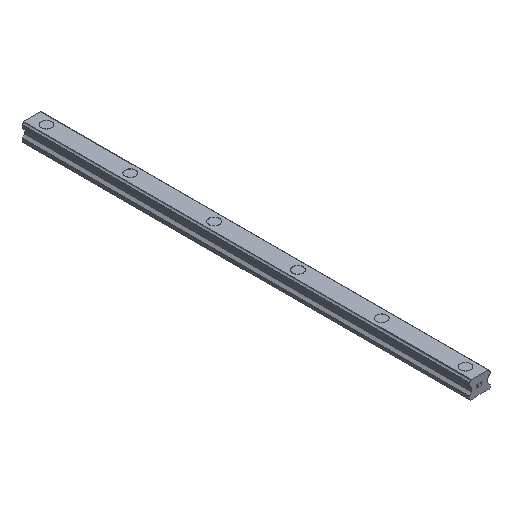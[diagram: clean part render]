
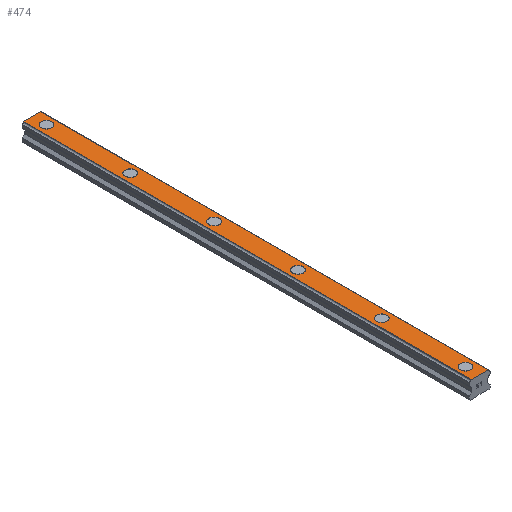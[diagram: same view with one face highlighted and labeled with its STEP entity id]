
A CAD part, isometric view. The second image highlights one B-rep face of the part: STEP entity #474.
In plain terms, the highlighted planar face has unit normal (0, 0, 1).
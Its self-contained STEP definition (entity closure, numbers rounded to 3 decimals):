
#474=ADVANCED_FACE('',(#971,#972,#973,#974,#975,#976,#977),#978,.T.);
#971=FACE_BOUND('',#1484,.T.);
#972=FACE_BOUND('',#1485,.T.);
#973=FACE_BOUND('',#1486,.T.);
#974=FACE_BOUND('',#1487,.T.);
#975=FACE_BOUND('',#1488,.T.);
#976=FACE_BOUND('',#1489,.T.);
#977=FACE_OUTER_BOUND('',#1490,.T.);
#978=PLANE('',#1491);
#1484=EDGE_LOOP('',(#2884,#2885));
#1485=EDGE_LOOP('',(#2886,#2887));
#1486=EDGE_LOOP('',(#2888,#2889));
#1487=EDGE_LOOP('',(#2890,#2891));
#1488=EDGE_LOOP('',(#2892,#2893));
#1489=EDGE_LOOP('',(#2894,#2895));
#1490=EDGE_LOOP('',(#2896,#2897,#2898,#2899));
#1491=AXIS2_PLACEMENT_3D('',#2900,#2901,#2902);
#2884=ORIENTED_EDGE('',*,*,#3143,.T.);
#2885=ORIENTED_EDGE('',*,*,#3531,.T.);
#2886=ORIENTED_EDGE('',*,*,#3131,.T.);
#2887=ORIENTED_EDGE('',*,*,#3555,.T.);
#2888=ORIENTED_EDGE('',*,*,#3119,.T.);
#2889=ORIENTED_EDGE('',*,*,#3564,.T.);
#2890=ORIENTED_EDGE('',*,*,#3107,.T.);
#2891=ORIENTED_EDGE('',*,*,#3573,.T.);
#2892=ORIENTED_EDGE('',*,*,#3095,.T.);
#2893=ORIENTED_EDGE('',*,*,#3582,.T.);
#2894=ORIENTED_EDGE('',*,*,#3083,.T.);
#2895=ORIENTED_EDGE('',*,*,#3591,.T.);
#2896=ORIENTED_EDGE('',*,*,#3512,.T.);
#2897=ORIENTED_EDGE('',*,*,#3634,.F.);
#2898=ORIENTED_EDGE('',*,*,#3386,.T.);
#2899=ORIENTED_EDGE('',*,*,#3632,.T.);
#2900=CARTESIAN_POINT('',(0.0,320.0,12.5));
#2901=DIRECTION('',(0.0,0.0,1.0));
#2902=DIRECTION('',(-1.0,0.0,0.0));
#3083=EDGE_CURVE('',#3690,#3687,#3691,.T.);
#3095=EDGE_CURVE('',#3712,#3709,#3713,.T.);
#3107=EDGE_CURVE('',#3734,#3731,#3735,.T.);
#3119=EDGE_CURVE('',#3756,#3753,#3757,.T.);
#3131=EDGE_CURVE('',#3778,#3775,#3779,.T.);
#3143=EDGE_CURVE('',#3800,#3797,#3801,.T.);
#3386=EDGE_CURVE('',#4165,#4163,#4166,.T.);
#3512=EDGE_CURVE('',#4372,#4370,#4373,.T.);
#3531=EDGE_CURVE('',#3797,#3800,#4408,.T.);
#3555=EDGE_CURVE('',#3775,#3778,#4439,.T.);
#3564=EDGE_CURVE('',#3753,#3756,#4449,.T.);
#3573=EDGE_CURVE('',#3731,#3734,#4459,.T.);
#3582=EDGE_CURVE('',#3709,#3712,#4469,.T.);
#3591=EDGE_CURVE('',#3687,#3690,#4479,.T.);
#3632=EDGE_CURVE('',#4163,#4372,#4521,.T.);
#3634=EDGE_CURVE('',#4165,#4370,#4523,.T.);
#3687=VERTEX_POINT('',#4578);
#3690=VERTEX_POINT('',#4582);
#3691=CIRCLE('',#4583,3.75);
#3709=VERTEX_POINT('',#4604);
#3712=VERTEX_POINT('',#4608);
#3713=CIRCLE('',#4609,3.75);
#3731=VERTEX_POINT('',#4630);
#3734=VERTEX_POINT('',#4634);
#3735=CIRCLE('',#4635,3.75);
#3753=VERTEX_POINT('',#4656);
#3756=VERTEX_POINT('',#4660);
#3757=CIRCLE('',#4661,3.75);
#3775=VERTEX_POINT('',#4682);
#3778=VERTEX_POINT('',#4686);
#3779=CIRCLE('',#4687,3.75);
#3797=VERTEX_POINT('',#4708);
#3800=VERTEX_POINT('',#4712);
#3801=CIRCLE('',#4713,3.75);
#4163=VERTEX_POINT('',#5211);
#4165=VERTEX_POINT('',#5214);
#4166=LINE('',#5215,#5216);
#4370=VERTEX_POINT('',#5502);
#4372=VERTEX_POINT('',#5505);
#4373=LINE('',#5506,#5507);
#4408=CIRCLE('',#5550,3.75);
#4439=CIRCLE('',#5590,3.75);
#4449=CIRCLE('',#5601,3.75);
#4459=CIRCLE('',#5612,3.75);
#4469=CIRCLE('',#5623,3.75);
#4479=CIRCLE('',#5634,3.75);
#4521=LINE('',#5693,#5694);
#4523=LINE('',#5696,#5697);
#4578=CARTESIAN_POINT('',(3.75,10.0,12.5));
#4582=CARTESIAN_POINT('',(-3.75,10.0,12.5));
#4583=AXIS2_PLACEMENT_3D('',#5769,#5770,#5771);
#4604=CARTESIAN_POINT('',(3.75,70.0,12.5));
#4608=CARTESIAN_POINT('',(-3.75,70.0,12.5));
#4609=AXIS2_PLACEMENT_3D('',#5791,#5792,#5793);
#4630=CARTESIAN_POINT('',(3.75,130.0,12.5));
#4634=CARTESIAN_POINT('',(-3.75,130.0,12.5));
#4635=AXIS2_PLACEMENT_3D('',#5813,#5814,#5815);
#4656=CARTESIAN_POINT('',(3.75,190.0,12.5));
#4660=CARTESIAN_POINT('',(-3.75,190.0,12.5));
#4661=AXIS2_PLACEMENT_3D('',#5835,#5836,#5837);
#4682=CARTESIAN_POINT('',(3.75,250.0,12.5));
#4686=CARTESIAN_POINT('',(-3.75,250.0,12.5));
#4687=AXIS2_PLACEMENT_3D('',#5857,#5858,#5859);
#4708=CARTESIAN_POINT('',(3.75,310.0,12.5));
#4712=CARTESIAN_POINT('',(-3.75,310.0,12.5));
#4713=AXIS2_PLACEMENT_3D('',#5879,#5880,#5881);
#5211=CARTESIAN_POINT('',(-6.094,320.0,12.5));
#5214=CARTESIAN_POINT('',(6.094,320.0,12.5));
#5215=CARTESIAN_POINT('',(6.094,320.0,12.5));
#5216=VECTOR('',#6139,1.0);
#5502=CARTESIAN_POINT('',(6.094,0.0,12.5));
#5505=CARTESIAN_POINT('',(-6.094,0.0,12.5));
#5506=CARTESIAN_POINT('',(6.094,0.0,12.5));
#5507=VECTOR('',#6277,1.0);
#5550=AXIS2_PLACEMENT_3D('',#6313,#6314,#6315);
#5590=AXIS2_PLACEMENT_3D('',#6352,#6353,#6354);
#5601=AXIS2_PLACEMENT_3D('',#6365,#6366,#6367);
#5612=AXIS2_PLACEMENT_3D('',#6378,#6379,#6380);
#5623=AXIS2_PLACEMENT_3D('',#6391,#6392,#6393);
#5634=AXIS2_PLACEMENT_3D('',#6404,#6405,#6406);
#5693=CARTESIAN_POINT('',(-6.094,320.0,12.5));
#5694=VECTOR('',#6433,1.0);
#5696=CARTESIAN_POINT('',(6.094,320.0,12.5));
#5697=VECTOR('',#6434,1.0);
#5769=CARTESIAN_POINT('',(0.0,10.0,12.5));
#5770=DIRECTION('',(0.0,0.0,-1.0));
#5771=DIRECTION('',(1.0,0.0,0.0));
#5791=CARTESIAN_POINT('',(0.0,70.0,12.5));
#5792=DIRECTION('',(0.0,0.0,-1.0));
#5793=DIRECTION('',(1.0,0.0,0.0));
#5813=CARTESIAN_POINT('',(0.0,130.0,12.5));
#5814=DIRECTION('',(0.0,0.0,-1.0));
#5815=DIRECTION('',(1.0,0.0,0.0));
#5835=CARTESIAN_POINT('',(0.0,190.0,12.5));
#5836=DIRECTION('',(0.0,0.0,-1.0));
#5837=DIRECTION('',(1.0,0.0,0.0));
#5857=CARTESIAN_POINT('',(0.0,250.0,12.5));
#5858=DIRECTION('',(0.0,0.0,-1.0));
#5859=DIRECTION('',(1.0,0.0,0.0));
#5879=CARTESIAN_POINT('',(0.0,310.0,12.5));
#5880=DIRECTION('',(0.0,0.0,-1.0));
#5881=DIRECTION('',(1.0,0.0,0.0));
#6139=DIRECTION('',(-1.0,0.0,0.0));
#6277=DIRECTION('',(1.0,0.0,0.0));
#6313=CARTESIAN_POINT('',(0.0,310.0,12.5));
#6314=DIRECTION('',(0.0,0.0,-1.0));
#6315=DIRECTION('',(1.0,0.0,0.0));
#6352=CARTESIAN_POINT('',(0.0,250.0,12.5));
#6353=DIRECTION('',(0.0,0.0,-1.0));
#6354=DIRECTION('',(1.0,0.0,0.0));
#6365=CARTESIAN_POINT('',(0.0,190.0,12.5));
#6366=DIRECTION('',(0.0,0.0,-1.0));
#6367=DIRECTION('',(1.0,0.0,0.0));
#6378=CARTESIAN_POINT('',(0.0,130.0,12.5));
#6379=DIRECTION('',(0.0,0.0,-1.0));
#6380=DIRECTION('',(1.0,0.0,0.0));
#6391=CARTESIAN_POINT('',(0.0,70.0,12.5));
#6392=DIRECTION('',(0.0,0.0,-1.0));
#6393=DIRECTION('',(1.0,0.0,0.0));
#6404=CARTESIAN_POINT('',(0.0,10.0,12.5));
#6405=DIRECTION('',(0.0,0.0,-1.0));
#6406=DIRECTION('',(1.0,0.0,0.0));
#6433=DIRECTION('',(0.0,-1.0,0.0));
#6434=DIRECTION('',(0.0,-1.0,0.0));
